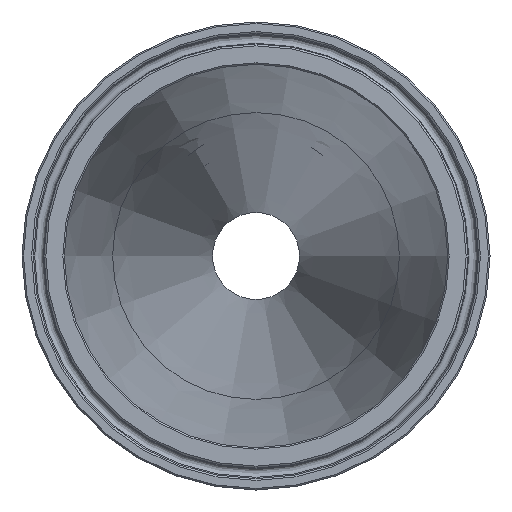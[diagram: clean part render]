
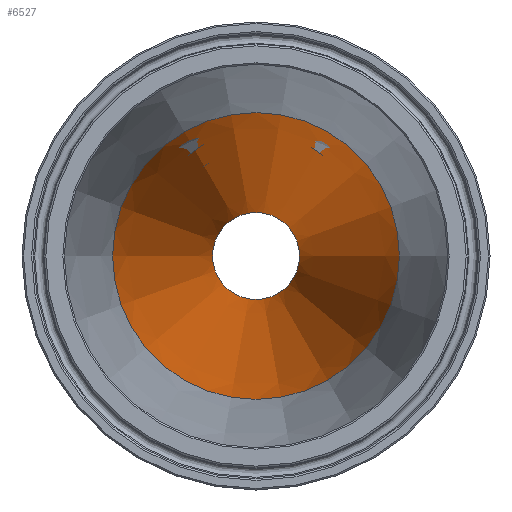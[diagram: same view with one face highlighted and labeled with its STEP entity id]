
A CAD part, left-side view. The second image highlights one B-rep face of the part: STEP entity #6527.
In plain terms, the highlighted conical face has half-angle 7.125 degrees and reference radius 23.749 mm.
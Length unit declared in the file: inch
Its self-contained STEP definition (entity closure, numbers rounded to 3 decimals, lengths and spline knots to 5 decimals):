
#123=FACE_BOUND('',#1216,.T.);
#800=FACE_OUTER_BOUND('',#1215,.T.);
#1215=EDGE_LOOP('',(#6074));
#1216=EDGE_LOOP('',(#6075));
#2576=CIRCLE('',#6927,1.435);
#2577=CIRCLE('',#6928,0.435);
#3221=VERTEX_POINT('',#14078);
#3222=VERTEX_POINT('',#14080);
#4176=EDGE_CURVE('',#3221,#3221,#2576,.T.);
#4177=EDGE_CURVE('',#3222,#3222,#2577,.T.);
#6074=ORIENTED_EDGE('',*,*,#4176,.F.);
#6075=ORIENTED_EDGE('',*,*,#4177,.T.);
#6125=CONICAL_SURFACE('',#6926,0.935,7.125);
#6527=ADVANCED_FACE('',(#800,#123),#6125,.F.);
#6926=AXIS2_PLACEMENT_3D('',#14077,#8158,#8159);
#6927=AXIS2_PLACEMENT_3D('',#14079,#8160,#8161);
#6928=AXIS2_PLACEMENT_3D('',#14081,#8162,#8163);
#8158=DIRECTION('center_axis',(-1.,0.,0.));
#8159=DIRECTION('ref_axis',(0.,-1.,0.));
#8160=DIRECTION('center_axis',(1.,0.,0.));
#8161=DIRECTION('ref_axis',(0.,-1.,0.));
#8162=DIRECTION('center_axis',(1.,0.,0.));
#8163=DIRECTION('ref_axis',(0.,0.,
-1.));
#14077=CARTESIAN_POINT('Origin',(8.,0.,0.));
#14078=CARTESIAN_POINT('',(4.,-1.435,0.));
#14079=CARTESIAN_POINT('Origin',(4.,0.,0.));
#14080=CARTESIAN_POINT('',(12.,-0.435,0.));
#14081=CARTESIAN_POINT('Origin',(12.,0.,0.));
